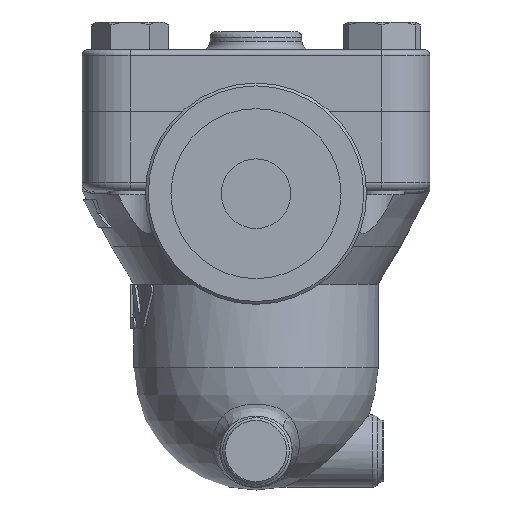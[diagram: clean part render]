
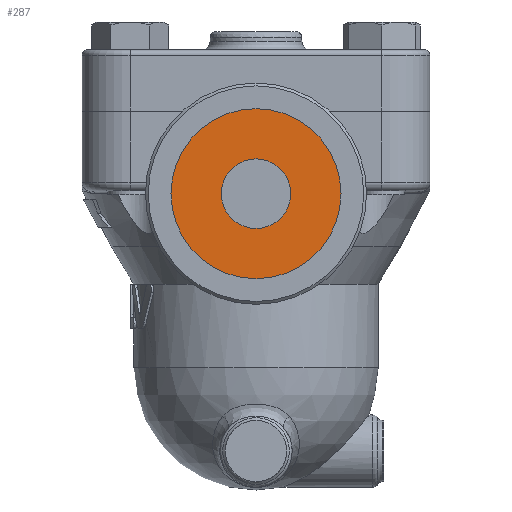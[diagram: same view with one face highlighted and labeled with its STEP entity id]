
A CAD part, left-side view. The second image highlights one B-rep face of the part: STEP entity #287.
In plain terms, the highlighted free-form (B-spline) face has degree [1, 1] with [2, 2] control points.
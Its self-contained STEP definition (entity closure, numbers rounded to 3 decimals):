
#245=CARTESIAN_POINT('',(-99.,0.0,-17.));
#246=VERTEX_POINT('',#245);
#247=CARTESIAN_POINT('',(-99.,0.0,-29.5));
#248=DIRECTION('',(-1.0,0.0,0.0));
#249=DIRECTION('',(0.0,0.0,1.0));
#250=AXIS2_PLACEMENT_3D('',#247,#248,#249);
#251=CIRCLE('',#250,12.5);
#252=EDGE_CURVE('',#246,#246,#251,.T.);
#268=CARTESIAN_POINT('',(-99.,30.55,1.05));
#269=CARTESIAN_POINT('',(-99.0,30.55,-60.05));
#270=CARTESIAN_POINT('',(-99.,-30.55,1.05));
#271=CARTESIAN_POINT('',(-99.,-30.55,-60.05));
#272=B_SPLINE_SURFACE_WITH_KNOTS('',1,1,((#268,#270),(#269,#271)),.UNSPECIFIED.,.F.,.F.,.U.,(2,2),(2,2),(0.0,61.1),(0.0,61.1),.UNSPECIFIED.);
#273=CARTESIAN_POINT('',(-99.,0.0,1.05));
#274=VERTEX_POINT('',#273);
#275=CARTESIAN_POINT('',(-99.,0.0,-29.5));
#276=DIRECTION('',(-1.0,0.0,0.0));
#277=DIRECTION('',(0.0,0.0,1.0));
#278=AXIS2_PLACEMENT_3D('',#275,#276,#277);
#279=CIRCLE('',#278,30.55);
#280=EDGE_CURVE('',#274,#274,#279,.T.);
#281=ORIENTED_EDGE('',*,*,#280,.T.);
#282=EDGE_LOOP('',(#281));
#283=FACE_OUTER_BOUND('',#282,.T.);
#284=ORIENTED_EDGE('',*,*,#252,.F.);
#285=EDGE_LOOP('',(#284));
#286=FACE_BOUND('',#285,.T.);
#287=ADVANCED_FACE('',(#283,#286),#272,.T.);
